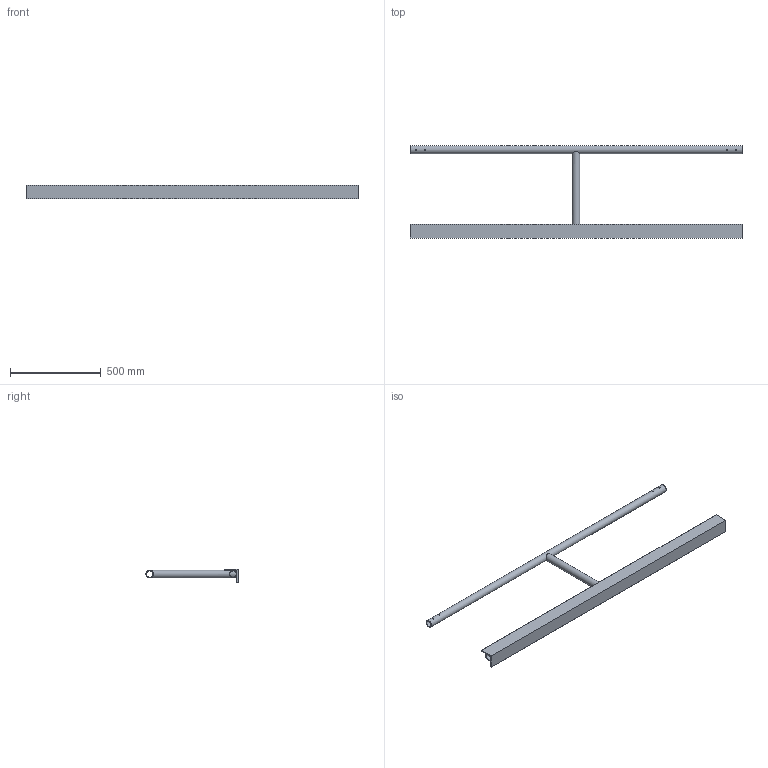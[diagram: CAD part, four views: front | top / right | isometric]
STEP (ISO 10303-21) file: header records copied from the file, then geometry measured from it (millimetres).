
FILE_DESCRIPTION(/* description */ (''),/* implementation_level */ '2;1');
FILE_NAME(/* name */ 'FE-00005.iam.stp',/* time_stamp */ '2018-01-01T11:22:09-08:00',/* author */ ('PhillipD'),/* organization */ (''),/* preprocessor_version */ 'ST-DEVELOPER v16.13',/* originating_system */ 'Autodesk Inventor 2018',/* authorisation */ '');
FILE_SCHEMA (('AUTOMOTIVE_DESIGN { 1 0 10303 214 3 1 1 }'));
Length unit declared in the file: inch
Products named in the file (5): FE-00005; FE-00005-01; FE-00005-02; FE-00005-03; FE-00005-04
Assembly tree (5 placements, depth 2):
  FE-00005
    FE-00005-01
    FE-00005-02  x2
    FE-00005-03
    FE-00005-04
Bounding box: 1828.8 x 507.65 x 76.2 mm (x, y, z)
Volume: 2933246.1 mm3; surface area: 1253498.4 mm2
Topology: 5 solids, 5 shells, 46 faces, 151 edges, 98 vertices
Faces by surface type: cylinder 29, plane 17
Full cylindrical faces by diameter (mm): 6.35 x16, 35.052 x4, 42.164 x4
Entity records: 2128 total; most frequent: CARTESIAN_POINT 1069, DIRECTION 161, ORIENTED_EDGE 146, EDGE_LOOP 85, EDGE_CURVE 73, AXIS2_PLACEMENT_3D 68, VERTEX_POINT 60, FACE_BOUND 47
